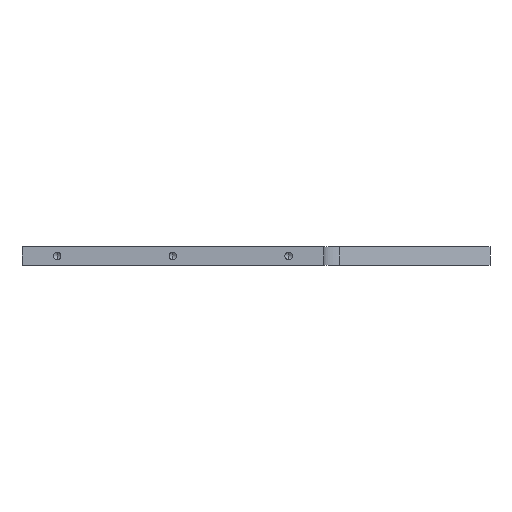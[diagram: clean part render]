
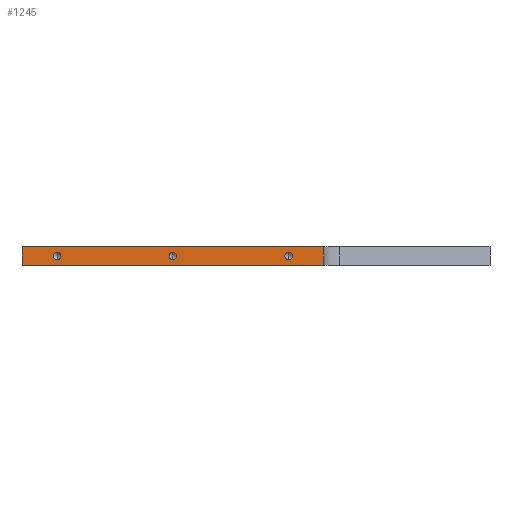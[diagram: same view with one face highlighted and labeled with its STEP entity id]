
A CAD part, front view. The second image highlights one B-rep face of the part: STEP entity #1245.
In plain terms, the highlighted planar face has unit normal (0, -1, 0).
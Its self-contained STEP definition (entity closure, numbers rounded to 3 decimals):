
#37 = DIRECTION ( 'NONE',  ( 0., -1., 0. ) ) ;
#45 = ORIENTED_EDGE ( 'NONE', *, *, #350, .F. ) ;
#49 = DIRECTION ( 'NONE',  ( 0., 0., -1. ) ) ;
#95 = DIRECTION ( 'NONE',  ( 1., 0., 0. ) ) ;
#98 = DIRECTION ( 'NONE',  ( 0., 0., -1. ) ) ;
#106 = AXIS2_PLACEMENT_3D ( 'NONE', #462, #1821, #2153 ) ;
#123 = DIRECTION ( 'NONE',  ( 0., 0., -1. ) ) ;
#138 = FACE_OUTER_BOUND ( 'NONE', #1126, .T. ) ;
#197 = EDGE_CURVE ( 'NONE', #1153, #2072, #1640, .T. ) ;
#205 = EDGE_CURVE ( 'NONE', #1225, #1386, #425, .T. ) ;
#225 = CARTESIAN_POINT ( 'NONE',  ( -64.5, -74., 4. ) ) ;
#265 = ORIENTED_EDGE ( 'NONE', *, *, #513, .F. ) ;
#277 = CIRCLE ( 'NONE', #1360, 1.65 ) ;
#279 = EDGE_LOOP ( 'NONE', ( #1503, #737 ) ) ;
#282 = ORIENTED_EDGE ( 'NONE', *, *, #1748, .T. ) ;
#329 = CARTESIAN_POINT ( 'NONE',  ( 64.5, -74., -4. ) ) ;
#350 = EDGE_CURVE ( 'NONE', #2121, #1348, #277, .T. ) ;
#366 = LINE ( 'NONE', #225, #1110 ) ;
#398 = AXIS2_PLACEMENT_3D ( 'NONE', #1903, #1204, #563 ) ;
#404 = AXIS2_PLACEMENT_3D ( 'NONE', #509, #1886, #123 ) ;
#409 = VERTEX_POINT ( 'NONE', #329 ) ;
#425 = CIRCLE ( 'NONE', #2150, 1.65 ) ;
#462 = CARTESIAN_POINT ( 'NONE',  ( 0., -74., 0. ) ) ;
#464 = ORIENTED_EDGE ( 'NONE', *, *, #912, .F. ) ;
#483 = EDGE_CURVE ( 'NONE', #1331, #2172, #542, .T. ) ;
#509 = CARTESIAN_POINT ( 'NONE',  ( -49.5, -74., 0. ) ) ;
#513 = EDGE_CURVE ( 'NONE', #1331, #632, #366, .T. ) ;
#531 = EDGE_LOOP ( 'NONE', ( #843, #45 ) ) ;
#542 = LINE ( 'NONE', #901, #1866 ) ;
#563 = DIRECTION ( 'NONE',  ( 0., 0., -1. ) ) ;
#632 = VERTEX_POINT ( 'NONE', #1917 ) ;
#658 = PLANE ( 'NONE',  #1406 ) ;
#680 = CARTESIAN_POINT ( 'NONE',  ( -49.5, -74., 1.65 ) ) ;
#681 = VECTOR ( 'NONE', #1680, 1000. ) ;
#729 = CARTESIAN_POINT ( 'NONE',  ( -49.5, -74., -1.65 ) ) ;
#737 = ORIENTED_EDGE ( 'NONE', *, *, #197, .F. ) ;
#771 = CARTESIAN_POINT ( 'NONE',  ( -64.5, -74., -4. ) ) ;
#794 = EDGE_CURVE ( 'NONE', #632, #409, #814, .T. ) ;
#814 = LINE ( 'NONE', #1499, #681 ) ;
#843 = ORIENTED_EDGE ( 'NONE', *, *, #1424, .F. ) ;
#857 = CARTESIAN_POINT ( 'NONE',  ( 49.5, -74., -1.65 ) ) ;
#877 = EDGE_LOOP ( 'NONE', ( #2113, #464 ) ) ;
#901 = CARTESIAN_POINT ( 'NONE',  ( -64.5, -74., 4. ) ) ;
#912 = EDGE_CURVE ( 'NONE', #1386, #1225, #1469, .T. ) ;
#922 = CARTESIAN_POINT ( 'NONE',  ( -64.5, -74., -4. ) ) ;
#963 = AXIS2_PLACEMENT_3D ( 'NONE', #1942, #1921, #49 ) ;
#972 = CARTESIAN_POINT ( 'NONE',  ( 0., -74., 0. ) ) ;
#1063 = CARTESIAN_POINT ( 'NONE',  ( 49.5, -74., 0. ) ) ;
#1110 = VECTOR ( 'NONE', #1719, 1000. ) ;
#1126 = EDGE_LOOP ( 'NONE', ( #282, #1481, #265, #2034 ) ) ;
#1153 = VERTEX_POINT ( 'NONE', #680 ) ;
#1168 = FACE_BOUND ( 'NONE', #531, .T. ) ;
#1178 = DIRECTION ( 'NONE',  ( 0., 1., 0. ) ) ;
#1204 = DIRECTION ( 'NONE',  ( 0., -1., 0. ) ) ;
#1225 = VERTEX_POINT ( 'NONE', #857 ) ;
#1245 = ADVANCED_FACE ( 'NONE', ( #1876, #1168, #1675, #138 ), #658, .F. ) ;
#1331 = VERTEX_POINT ( 'NONE', #1417 ) ;
#1347 = CARTESIAN_POINT ( 'NONE',  ( -64.5, -74., 4. ) ) ;
#1348 = VERTEX_POINT ( 'NONE', #2071 ) ;
#1360 = AXIS2_PLACEMENT_3D ( 'NONE', #972, #1488, #98 ) ;
#1386 = VERTEX_POINT ( 'NONE', #2132 ) ;
#1406 = AXIS2_PLACEMENT_3D ( 'NONE', #1347, #1178, #2039 ) ;
#1417 = CARTESIAN_POINT ( 'NONE',  ( -64.5, -74., 4. ) ) ;
#1424 = EDGE_CURVE ( 'NONE', #1348, #2121, #1475, .T. ) ;
#1469 = CIRCLE ( 'NONE', #398, 1.65 ) ;
#1475 = CIRCLE ( 'NONE', #106, 1.65 ) ;
#1481 = ORIENTED_EDGE ( 'NONE', *, *, #794, .F. ) ;
#1488 = DIRECTION ( 'NONE',  ( 0., -1., 0. ) ) ;
#1499 = CARTESIAN_POINT ( 'NONE',  ( 64.5, -74., 4. ) ) ;
#1503 = ORIENTED_EDGE ( 'NONE', *, *, #1600, .F. ) ;
#1600 = EDGE_CURVE ( 'NONE', #2072, #1153, #2204, .T. ) ;
#1640 = CIRCLE ( 'NONE', #963, 1.65 ) ;
#1675 = FACE_BOUND ( 'NONE', #877, .T. ) ;
#1680 = DIRECTION ( 'NONE',  ( 0., 0., -1. ) ) ;
#1719 = DIRECTION ( 'NONE',  ( 1., 0., 0. ) ) ;
#1722 = DIRECTION ( 'NONE',  ( 0., 0., -1. ) ) ;
#1748 = EDGE_CURVE ( 'NONE', #2172, #409, #1982, .T. ) ;
#1815 = CARTESIAN_POINT ( 'NONE',  ( 0., -74., 1.65 ) ) ;
#1821 = DIRECTION ( 'NONE',  ( 0., -1., 0. ) ) ;
#1866 = VECTOR ( 'NONE', #2060, 1000. ) ;
#1873 = VECTOR ( 'NONE', #95, 1000. ) ;
#1876 = FACE_BOUND ( 'NONE', #279, .T. ) ;
#1886 = DIRECTION ( 'NONE',  ( 0., -1., 0. ) ) ;
#1903 = CARTESIAN_POINT ( 'NONE',  ( 49.5, -74., 0. ) ) ;
#1917 = CARTESIAN_POINT ( 'NONE',  ( 64.5, -74., 4. ) ) ;
#1921 = DIRECTION ( 'NONE',  ( 0., -1., 0. ) ) ;
#1942 = CARTESIAN_POINT ( 'NONE',  ( -49.5, -74., 0. ) ) ;
#1982 = LINE ( 'NONE', #771, #1873 ) ;
#2034 = ORIENTED_EDGE ( 'NONE', *, *, #483, .T. ) ;
#2039 = DIRECTION ( 'NONE',  ( 0., 0., 1. ) ) ;
#2060 = DIRECTION ( 'NONE',  ( 0., 0., -1. ) ) ;
#2071 = CARTESIAN_POINT ( 'NONE',  ( 0., -74., -1.65 ) ) ;
#2072 = VERTEX_POINT ( 'NONE', #729 ) ;
#2113 = ORIENTED_EDGE ( 'NONE', *, *, #205, .F. ) ;
#2121 = VERTEX_POINT ( 'NONE', #1815 ) ;
#2132 = CARTESIAN_POINT ( 'NONE',  ( 49.5, -74., 1.65 ) ) ;
#2150 = AXIS2_PLACEMENT_3D ( 'NONE', #1063, #37, #1722 ) ;
#2153 = DIRECTION ( 'NONE',  ( 0., 0., -1. ) ) ;
#2172 = VERTEX_POINT ( 'NONE', #922 ) ;
#2204 = CIRCLE ( 'NONE', #404, 1.65 ) ;
